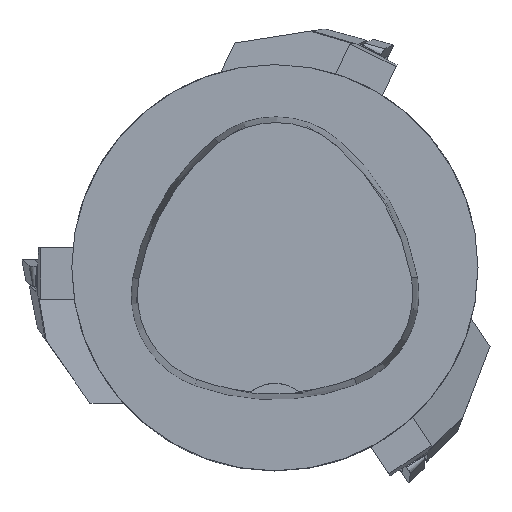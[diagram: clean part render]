
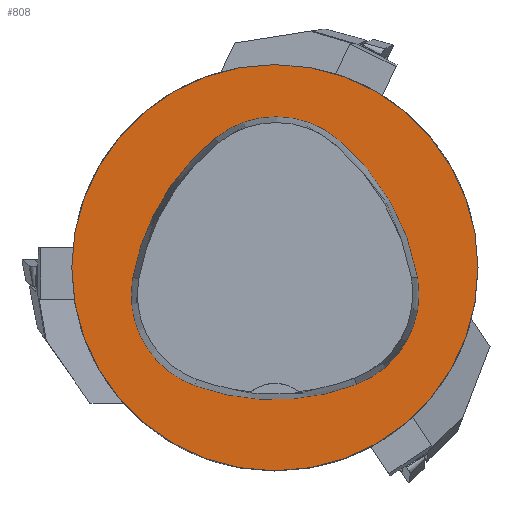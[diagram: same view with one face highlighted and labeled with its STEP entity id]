
A CAD part, top view. The second image highlights one B-rep face of the part: STEP entity #808.
In plain terms, the highlighted planar face has unit normal (0, 0, 1).
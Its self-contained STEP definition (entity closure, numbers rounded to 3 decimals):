
#196=PLANE('',#2654);
#669=FACE_BOUND('',#1055,.T.);
#670=FACE_BOUND('',#1056,.T.);
#808=ADVANCED_FACE('',(#669,#670),#196,.T.);
#1055=EDGE_LOOP('',(#1423,#1424,#1425,#1426,#1427,#1428));
#1056=EDGE_LOOP('',(#1429));
#1423=ORIENTED_EDGE('',*,*,#2188,.T.);
#1424=ORIENTED_EDGE('',*,*,#2168,.T.);
#1425=ORIENTED_EDGE('',*,*,#2172,.T.);
#1426=ORIENTED_EDGE('',*,*,#2175,.T.);
#1427=ORIENTED_EDGE('',*,*,#2178,.T.);
#1428=ORIENTED_EDGE('',*,*,#2186,.T.);
#1429=ORIENTED_EDGE('',*,*,#2159,.F.);
#1904=VERTEX_POINT('',#3725);
#1913=VERTEX_POINT('',#3744);
#1914=VERTEX_POINT('',#3745);
#1917=VERTEX_POINT('',#3753);
#1919=VERTEX_POINT('',#3759);
#1921=VERTEX_POINT('',#3765);
#1928=VERTEX_POINT('',#3786);
#2159=EDGE_CURVE('',#1904,#1904,#2397,.T.);
#2168=EDGE_CURVE('',#1913,#1914,#2398,.T.);
#2172=EDGE_CURVE('',#1914,#1917,#2400,.T.);
#2175=EDGE_CURVE('',#1917,#1919,#2402,.T.);
#2178=EDGE_CURVE('',#1919,#1921,#2404,.T.);
#2186=EDGE_CURVE('',#1921,#1928,#2408,.T.);
#2188=EDGE_CURVE('',#1928,#1913,#2410,.T.);
#2397=CIRCLE('',#2626,31.5);
#2398=CIRCLE('',#2632,36.);
#2400=CIRCLE('',#2635,15.);
#2402=CIRCLE('',#2638,36.);
#2404=CIRCLE('',#2641,15.);
#2408=CIRCLE('',#2646,36.);
#2410=CIRCLE('',#2649,15.);
#2626=AXIS2_PLACEMENT_3D('',#3724,#2983,#2984);
#2632=AXIS2_PLACEMENT_3D('',#3743,#2999,#3000);
#2635=AXIS2_PLACEMENT_3D('',#3752,#3007,#3008);
#2638=AXIS2_PLACEMENT_3D('',#3758,#3014,#3015);
#2641=AXIS2_PLACEMENT_3D('',#3764,#3021,#3022);
#2646=AXIS2_PLACEMENT_3D('',#3787,#3033,#3034);
#2649=AXIS2_PLACEMENT_3D('',#3790,#3039,#3040);
#2654=AXIS2_PLACEMENT_3D('',#3795,#3049,#3050);
#2983=DIRECTION('',(0.,0.,-1.));
#2984=DIRECTION('',(-1.,0.,0.));
#2999=DIRECTION('',(0.,0.,-1.));
#3000=DIRECTION('',(-1.,0.,0.));
#3007=DIRECTION('',(0.,0.,-1.));
#3008=DIRECTION('',(-1.,0.,0.));
#3014=DIRECTION('',(0.,0.,-1.));
#3015=DIRECTION('',(-1.,0.,0.));
#3021=DIRECTION('',(0.,0.,-1.));
#3022=DIRECTION('',(-1.,0.,0.));
#3033=DIRECTION('',(0.,0.,-1.));
#3034=DIRECTION('',(-1.,0.,0.));
#3039=DIRECTION('',(0.,0.,-1.));
#3040=DIRECTION('',(-1.,0.,0.));
#3049=DIRECTION('',(0.,0.,1.));
#3050=DIRECTION('',(1.,0.,0.));
#3724=CARTESIAN_POINT('',(0.,0.,0.));
#3725=CARTESIAN_POINT('',(-31.5,0.,0.));
#3743=CARTESIAN_POINT('',(13.398,-7.893,0.));
#3744=CARTESIAN_POINT('',(-22.041,-1.562,0.));
#3745=CARTESIAN_POINT('',(-9.317,20.036,0.));
#3752=CARTESIAN_POINT('',(0.148,8.399,0.));
#3753=CARTESIAN_POINT('',(9.779,19.898,0.));
#3758=CARTESIAN_POINT('',(-13.337,-7.7,0.));
#3759=CARTESIAN_POINT('',(22.122,-1.48,0.));
#3764=CARTESIAN_POINT('',(7.347,-4.071,0.));
#3765=CARTESIAN_POINT('',(12.693,-18.087,0.));
#3786=CARTESIAN_POINT('',(-12.373,-18.307,0.));
#3787=CARTESIAN_POINT('',(-0.137,15.55,0.));
#3790=CARTESIAN_POINT('',(-7.275,-4.2,0.));
#3795=CARTESIAN_POINT('',(0.,0.,0.));
